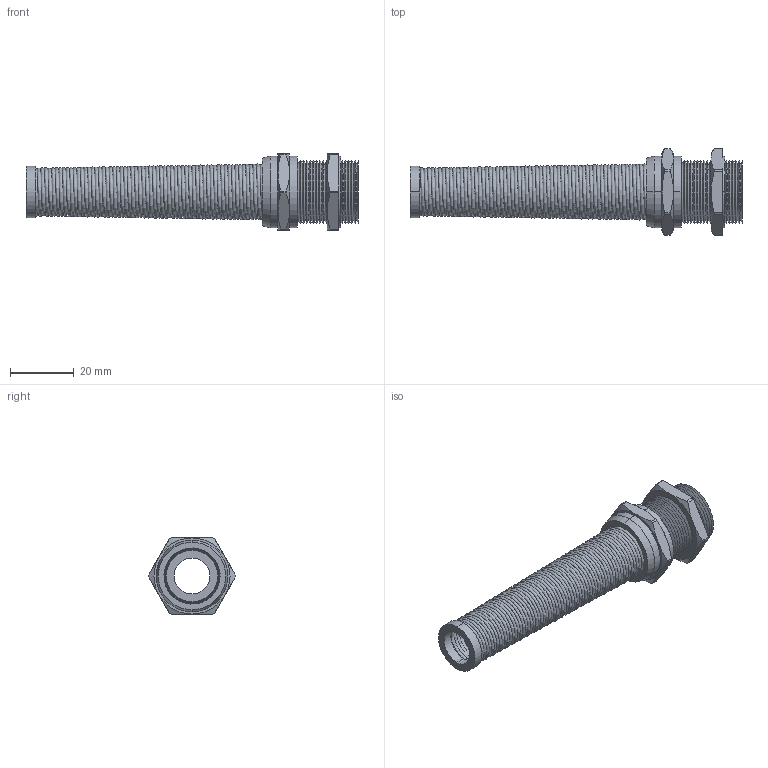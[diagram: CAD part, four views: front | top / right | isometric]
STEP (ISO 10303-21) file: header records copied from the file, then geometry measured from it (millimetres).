
FILE_DESCRIPTION (( 'STEP AP203' ), '1' );
FILE_NAME ('CF22MA-BR.STEP', '2008-06-11T19:02:21', ( 'BSI05' ), ( 'BAYSTATE' ), 'SwSTEP 2.0', 'SolidWorks 2007', '' );
FILE_SCHEMA (( 'CONFIG_CONTROL_DESIGN' ));
Products named in the file (1): CF22MA-BR
Bounding box: 104.14 x 27.22 x 23.88 mm (x, y, z)
Volume: 11599.9 mm3; surface area: 24429.6 mm2
Topology: 4 solids, 4 shells, 149 faces, 316 edges, 184 vertices
Faces by surface type: cone 82, cylinder 34, plane 29, bspline 2, torus 2
Entity records: 36977 total; most frequent: CARTESIAN_POINT 33654, DIRECTION 736, ORIENTED_EDGE 632, EDGE_CURVE 316, AXIS2_PLACEMENT_3D 310, VERTEX_POINT 184, EDGE_LOOP 164, CIRCLE 162
